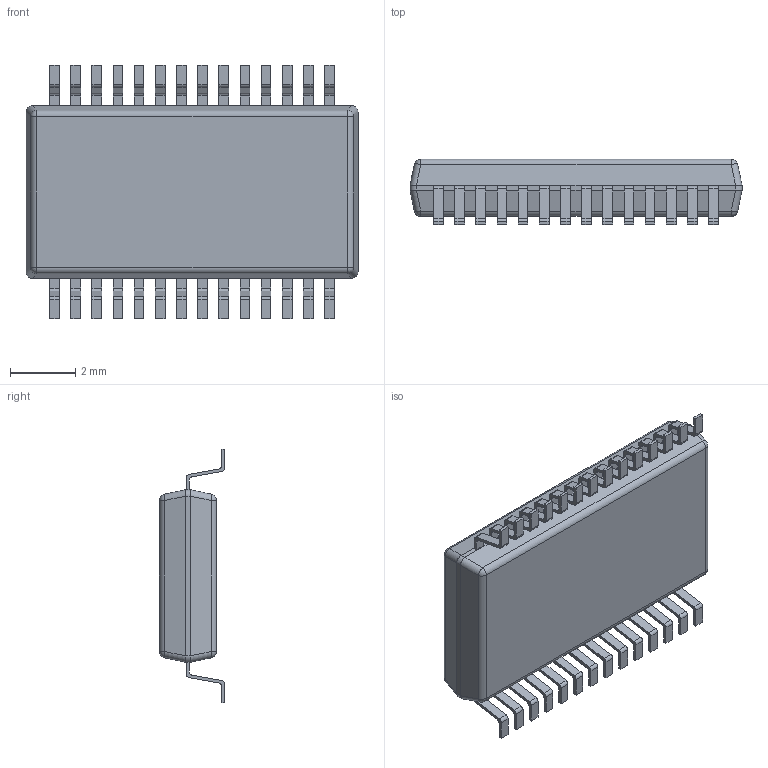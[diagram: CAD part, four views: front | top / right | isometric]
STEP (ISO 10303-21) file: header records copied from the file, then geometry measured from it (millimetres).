
FILE_DESCRIPTION (( 'STEP AP214' ), '1' );
FILE_NAME ('TSSOP-28.STEP', '2014-07-31T11:47:35', ( '' ), ( '' ), 'SwSTEP 2.0', 'SolidWorks 2013', '' );
FILE_SCHEMA (( 'AUTOMOTIVE_DESIGN' ));
Length unit declared in the file: millimetre
Products named in the file (1): TSSOP-28
Bounding box: 10.2 x 2 x 7.8 mm (x, y, z)
Volume: 91.7 mm3; surface area: 194.7 mm2
Topology: 2 solids, 2 shells, 414 faces, 1126 edges, 736 vertices
Faces by surface type: plane 268, cylinder 134, sphere 8, torus 4
Entity records: 17535 total; most frequent: CARTESIAN_POINT 2341, ORIENTED_EDGE 2236, DIRECTION 2184, EDGE_CURVE 1118, VECTOR 834, LINE 834, VERTEX_POINT 736, AXIS2_PLACEMENT_3D 675
